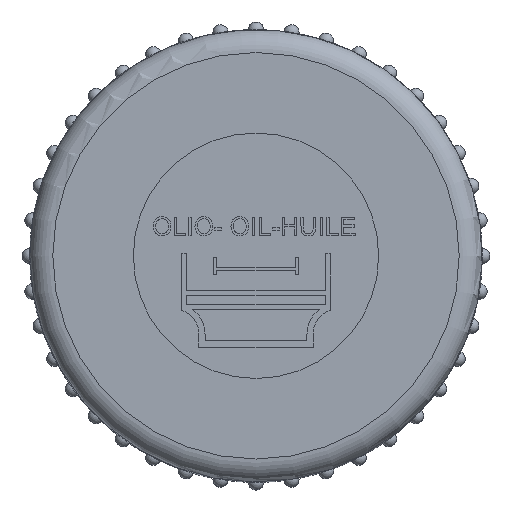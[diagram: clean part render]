
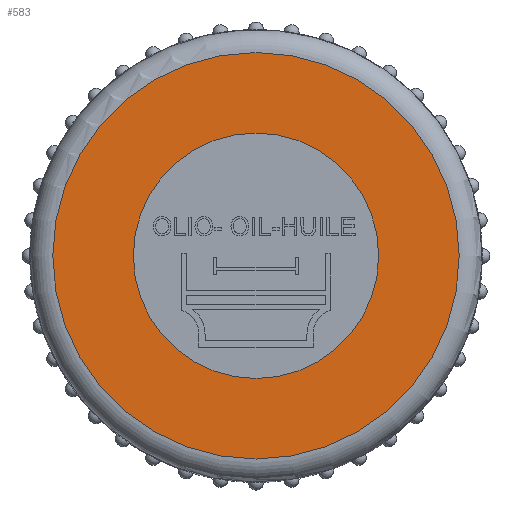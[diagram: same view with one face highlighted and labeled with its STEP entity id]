
A CAD part, top view. The second image highlights one B-rep face of the part: STEP entity #583.
In plain terms, the highlighted planar face has unit normal (0, 0, 1).
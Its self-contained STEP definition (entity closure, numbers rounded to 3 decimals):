
#583 = ADVANCED_FACE( '', ( #1315, #1316 ), #1317, .F. );
#1315 = FACE_OUTER_BOUND( '', #2214, .T. );
#1316 = FACE_BOUND( '', #2215, .T. );
#1317 = PLANE( '', #2216 );
#2214 = EDGE_LOOP( '', ( #3899 ) );
#2215 = EDGE_LOOP( '', ( #3900 ) );
#2216 = AXIS2_PLACEMENT_3D( '', #3901, #3902, #3903 );
#3899 = ORIENTED_EDGE( '', *, *, #5670, .T. );
#3900 = ORIENTED_EDGE( '', *, *, #5793, .F. );
#3901 = CARTESIAN_POINT( '', ( 29.5, 0., 42. ) );
#3902 = DIRECTION( '', ( 0., 0., -1. ) );
#3903 = DIRECTION( '', ( -1., 0., 0. ) );
#5670 = EDGE_CURVE( '', #6876, #6876, #6877, .F. );
#5793 = EDGE_CURVE( '', #7047, #7047, #7048, .T. );
#6876 = VERTEX_POINT( '', #8706 );
#6877 = CIRCLE( '', #8707, 26.5 );
#7047 = VERTEX_POINT( '', #9295 );
#7048 = CIRCLE( '', #9296, 16. );
#8706 = CARTESIAN_POINT( '', ( -26.5, 0., 42. ) );
#8707 = AXIS2_PLACEMENT_3D( '', #10450, #10451, #10452 );
#9295 = CARTESIAN_POINT( '', ( 16., 0., 42. ) );
#9296 = AXIS2_PLACEMENT_3D( '', #10620, #10621, #10622 );
#10450 = CARTESIAN_POINT( '', ( 0., 0., 42. ) );
#10451 = DIRECTION( '', ( 0., 0., -1. ) );
#10452 = DIRECTION( '', ( -1., 0., 0. ) );
#10620 = CARTESIAN_POINT( '', ( 0., 0., 42. ) );
#10621 = DIRECTION( '', ( 0., 0., 1. ) );
#10622 = DIRECTION( '', ( 1., 0., 0. ) );
